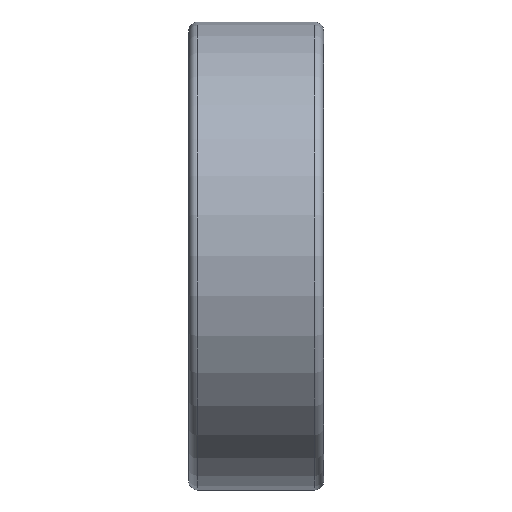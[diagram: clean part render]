
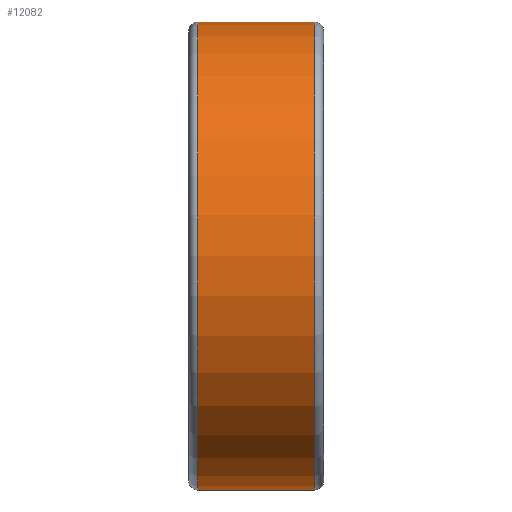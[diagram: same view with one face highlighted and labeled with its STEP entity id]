
A CAD part, top view. The second image highlights one B-rep face of the part: STEP entity #12082.
In plain terms, the highlighted cylindrical face has radius 26 mm (diameter 52 mm), a partial arc.
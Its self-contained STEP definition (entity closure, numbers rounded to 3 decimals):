
#3067=CARTESIAN_POINT('',(-6.5,0.,0.));
#3068=DIRECTION('',(1.,0.,0.));
#3069=DIRECTION('',(0.,1.,0.));
#3070=AXIS2_PLACEMENT_3D('',#3067,#3068,#3069);
#3075=CARTESIAN_POINT('',(6.5,0.,0.));
#3076=DIRECTION('',(1.,0.,0.));
#3077=DIRECTION('',(0.,1.,0.));
#3078=AXIS2_PLACEMENT_3D('',#3075,#3076,#3077);
#3091=DIRECTION('',(-1.,0.,0.));
#3092=VECTOR('',#3091,13.);
#3093=CARTESIAN_POINT('',(6.5,-26.,0.));
#3094=LINE('',#3093,#3092);
#3106=DIRECTION('',(-1.,0.,0.));
#3107=VECTOR('',#3106,13.);
#3108=CARTESIAN_POINT('',(6.5,26.,0.));
#3109=LINE('',#3108,#3107);
#9338=CARTESIAN_POINT('',(-6.5,26.,0.));
#9339=CARTESIAN_POINT('',(-6.5,-26.,0.));
#9340=VERTEX_POINT('',#9338);
#9341=VERTEX_POINT('',#9339);
#9342=CARTESIAN_POINT('',(6.5,26.,0.));
#9343=CARTESIAN_POINT('',(6.5,-26.,0.));
#9344=VERTEX_POINT('',#9342);
#9345=VERTEX_POINT('',#9343);
#12068=CARTESIAN_POINT('',(-8.25,0.,0.));
#12069=DIRECTION('',(1.,0.,0.));
#12070=DIRECTION('',(0.,-1.,0.));
#12071=AXIS2_PLACEMENT_3D('',#12068,#12069,#12070);
#12072=CYLINDRICAL_SURFACE('',#12071,26.);
#12073=ORIENTED_EDGE('',*,*,#12058,.F.);
#12075=ORIENTED_EDGE('',*,*,#12074,.F.);
#12077=ORIENTED_EDGE('',*,*,#12076,.T.);
#12079=ORIENTED_EDGE('',*,*,#12078,.T.);
#12080=EDGE_LOOP('',(#12073,#12075,#12077,#12079));
#12081=FACE_OUTER_BOUND('',#12080,.F.);
#3071=CIRCLE('',#3070,26.);
#3079=CIRCLE('',#3078,26.);
#12058=EDGE_CURVE('',#9340,#9341,#3071,.T.);
#12074=EDGE_CURVE('',#9344,#9340,#3109,.T.);
#12076=EDGE_CURVE('',#9344,#9345,#3079,.T.);
#12078=EDGE_CURVE('',#9345,#9341,#3094,.T.);
#12082=ADVANCED_FACE('',(#12081),#12072,.T.);
